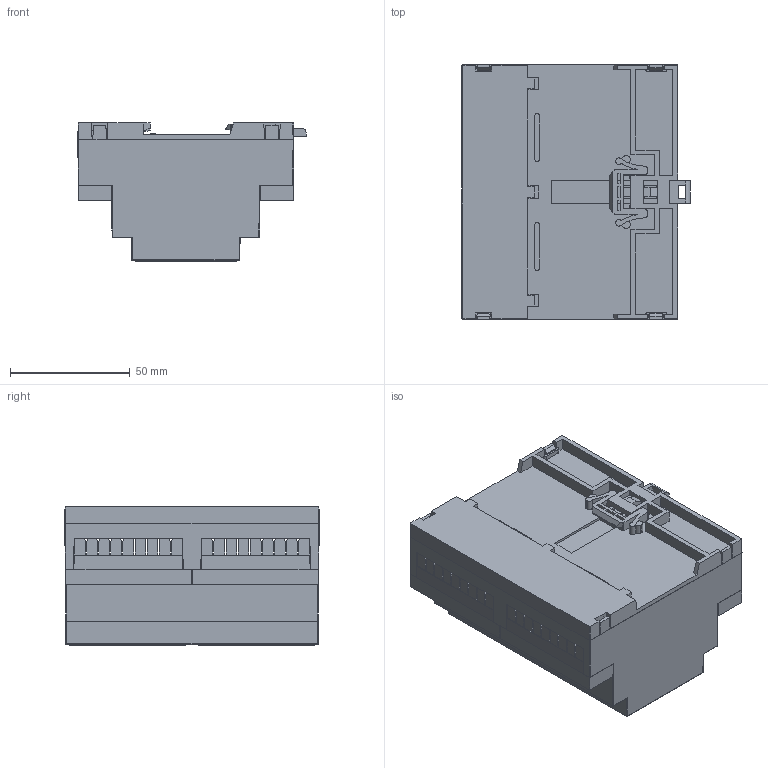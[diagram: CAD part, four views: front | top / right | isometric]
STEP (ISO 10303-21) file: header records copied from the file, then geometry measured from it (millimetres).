
FILE_DESCRIPTION (( 'STEP AP214' ), '1' );
FILE_NAME ('6MG-組合圖.STEP', '2010-04-06T08:58:25', ( 'NEF User' ), ( 'NEF User' ), 'SwSTEP 2.0', 'SolidWorks 2010', '' );
FILE_SCHEMA (( 'AUTOMOTIVE_DESIGN' ));
Length unit declared in the file: millimetre
Products named in the file (1): 6MG-組合圖
Bounding box: 95.36 x 106.25 x 57.7 mm (x, y, z)
Volume: 72554.9 mm3; surface area: 98956.7 mm2
Topology: 8 solids, 8 shells, 1600 faces, 4817 edges, 3144 vertices
Faces by surface type: plane 1225, cylinder 347, bspline 14, cone 14
Entity records: 54678 total; most frequent: CARTESIAN_POINT 10456, ORIENTED_EDGE 9618, DIRECTION 8726, EDGE_CURVE 4809, VECTOR 3876, LINE 3876, VERTEX_POINT 3144, AXIS2_PLACEMENT_3D 2425
